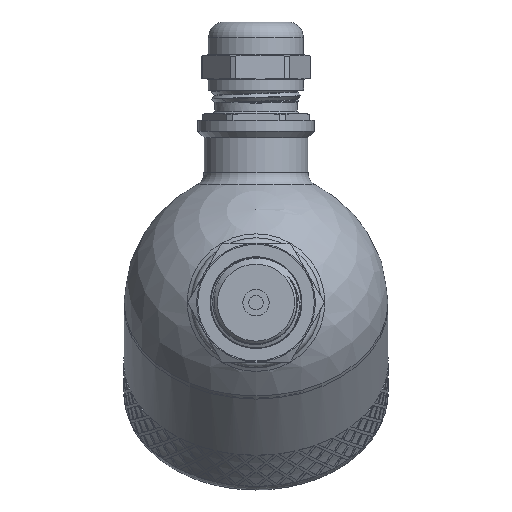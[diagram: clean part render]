
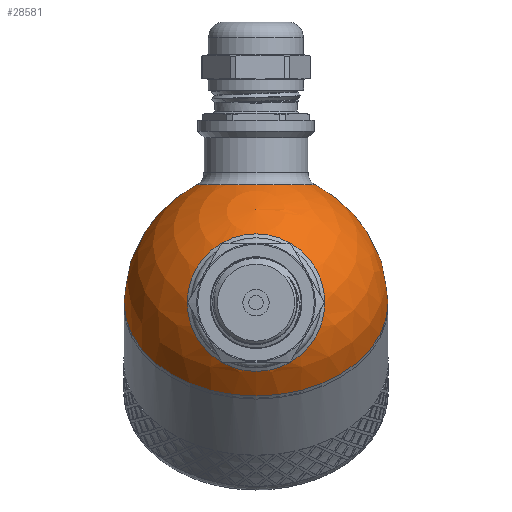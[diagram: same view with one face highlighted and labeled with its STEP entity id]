
A CAD part, left-side view. The second image highlights one B-rep face of the part: STEP entity #28581.
In plain terms, the highlighted spherical face has radius 30 mm.
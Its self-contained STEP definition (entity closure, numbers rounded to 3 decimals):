
#145=SPHERICAL_SURFACE('',#30364,30.);
#243=FACE_BOUND('',#4172,.T.);
#244=FACE_BOUND('',#4173,.T.);
#2339=FACE_OUTER_BOUND('',#4171,.T.);
#4171=EDGE_LOOP('',(#20567,#20568,#20569,#20570));
#4172=EDGE_LOOP('',(#20571));
#4173=EDGE_LOOP('',(#20572));
#5901=CIRCLE('',#30286,30.);
#5902=CIRCLE('',#30287,30.);
#5929=CIRCLE('',#30360,13.5);
#5932=CIRCLE('',#30365,30.);
#5933=CIRCLE('',#30366,15.643);
#11264=VERTEX_POINT('',#39992);
#11265=VERTEX_POINT('',#39994);
#11764=VERTEX_POINT('',#46381);
#11766=VERTEX_POINT('',#46388);
#11767=VERTEX_POINT('',#46390);
#14334=EDGE_CURVE('',#11264,#11265,#5901,.T.);
#14335=EDGE_CURVE('',#11265,#11264,#5902,.T.);
#15086=EDGE_CURVE('',#11764,#11764,#5929,.T.);
#15089=EDGE_CURVE('',#11265,#11766,#5932,.T.);
#15090=EDGE_CURVE('',#11767,#11767,#5933,.T.);
#20567=ORIENTED_EDGE('',*,*,#14335,.F.);
#20568=ORIENTED_EDGE('',*,*,#15089,.T.);
#20569=ORIENTED_EDGE('',*,*,#15089,.F.);
#20570=ORIENTED_EDGE('',*,*,#14334,.F.);
#20571=ORIENTED_EDGE('',*,*,#15090,.F.);
#20572=ORIENTED_EDGE('',*,*,#15086,.F.);
#28581=ADVANCED_FACE('',(#2339,#243,#244),#145,.T.);
#30286=AXIS2_PLACEMENT_3D('',#39995,#31862,#31863);
#30287=AXIS2_PLACEMENT_3D('',#39996,#31864,#31865);
#30360=AXIS2_PLACEMENT_3D('',#46382,#32274,#32275);
#30364=AXIS2_PLACEMENT_3D('',#46387,#32282,#32283);
#30365=AXIS2_PLACEMENT_3D('',#46389,#32284,#32285);
#30366=AXIS2_PLACEMENT_3D('',#46391,#32286,#32287);
#31862=DIRECTION('center_axis',(1.,0.,0.));
#31863=DIRECTION('ref_axis',(0.,1.,0.));
#31864=DIRECTION('center_axis',(1.,0.,0.));
#31865=DIRECTION('ref_axis',(0.,1.,0.));
#32274=DIRECTION('center_axis',(-0.707,0.,-0.707));
#32275=DIRECTION('ref_axis',(-0.707,0.,0.707));
#32282=DIRECTION('center_axis',(1.,0.,0.));
#32283=DIRECTION('ref_axis',(0.,-1.,0.));
#32284=DIRECTION('center_axis',(0.,0.,1.));
#32285=DIRECTION('ref_axis',(0.,1.,0.));
#32286=DIRECTION('center_axis',(-0.707,0.,0.707));
#32287=DIRECTION('ref_axis',(0.707,0.,0.707));
#39992=CARTESIAN_POINT('',(0.,-30.,0.));
#39994=CARTESIAN_POINT('',(0.,30.,0.));
#39995=CARTESIAN_POINT('Origin',(0.,0.,0.));
#39996=CARTESIAN_POINT('Origin',(0.,0.,0.));
#46381=CARTESIAN_POINT('',(-9.398,0.,-28.49));
#46382=CARTESIAN_POINT('Origin',(-18.944,0.,-18.944));
#46387=CARTESIAN_POINT('Origin',(0.,0.,0.));
#46388=CARTESIAN_POINT('',(-30.,0.,0.));
#46389=CARTESIAN_POINT('Origin',(0.,0.,0.));
#46390=CARTESIAN_POINT('',(-29.162,0.,7.04));
#46391=CARTESIAN_POINT('Origin',(-18.101,0.,18.101));
